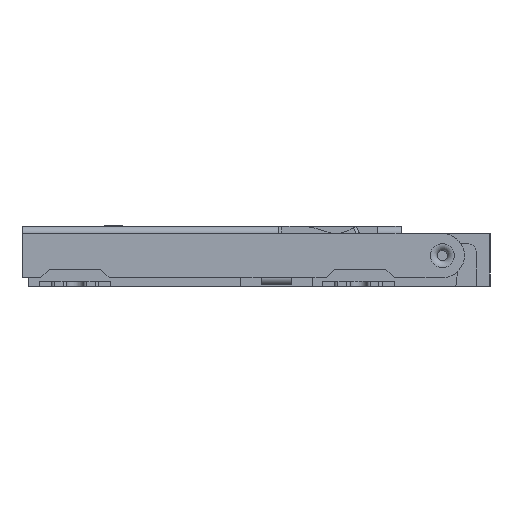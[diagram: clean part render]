
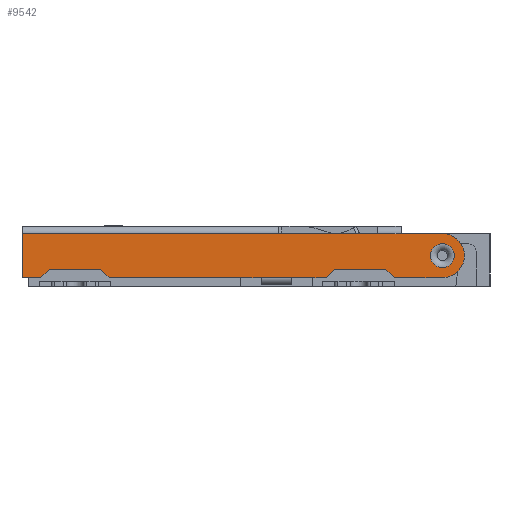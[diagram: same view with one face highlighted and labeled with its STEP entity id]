
A CAD part, left-side view. The second image highlights one B-rep face of the part: STEP entity #9542.
In plain terms, the highlighted planar face has unit normal (-1, 0, 0).
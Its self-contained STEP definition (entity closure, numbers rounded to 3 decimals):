
#329=CIRCLE('',#10215,0.35);
#330=CIRCLE('',#10216,0.645);
#2203=ORIENTED_EDGE('',*,*,#4104,.T.);
#2204=ORIENTED_EDGE('',*,*,#4103,.F.);
#2205=ORIENTED_EDGE('',*,*,#4105,.T.);
#2206=ORIENTED_EDGE('',*,*,#4106,.T.);
#2207=ORIENTED_EDGE('',*,*,#4107,.T.);
#2208=ORIENTED_EDGE('',*,*,#4108,.T.);
#2209=ORIENTED_EDGE('',*,*,#4109,.T.);
#2210=ORIENTED_EDGE('',*,*,#4110,.T.);
#2211=ORIENTED_EDGE('',*,*,#4111,.T.);
#2212=ORIENTED_EDGE('',*,*,#4112,.T.);
#2213=ORIENTED_EDGE('',*,*,#4091,.T.);
#2214=ORIENTED_EDGE('',*,*,#4113,.F.);
#2215=ORIENTED_EDGE('',*,*,#4114,.T.);
#2216=ORIENTED_EDGE('',*,*,#4115,.T.);
#2217=ORIENTED_EDGE('',*,*,#4116,.T.);
#2218=ORIENTED_EDGE('',*,*,#4117,.F.);
#2219=ORIENTED_EDGE('',*,*,#4118,.F.);
#2220=ORIENTED_EDGE('',*,*,#4119,.F.);
#2221=ORIENTED_EDGE('',*,*,#4120,.T.);
#2222=ORIENTED_EDGE('',*,*,#4121,.F.);
#2223=ORIENTED_EDGE('',*,*,#4097,.F.);
#2224=ORIENTED_EDGE('',*,*,#4122,.T.);
#4091=EDGE_CURVE('',#5179,#5178,#6261,.T.);
#4097=EDGE_CURVE('',#5183,#5184,#6264,.T.);
#4103=EDGE_CURVE('',#5189,#5187,#6270,.T.);
#4104=EDGE_CURVE('',#5190,#5190,#329,.F.);
#4105=EDGE_CURVE('',#5189,#5191,#6271,.T.);
#4106=EDGE_CURVE('',#5191,#5192,#6272,.T.);
#4107=EDGE_CURVE('',#5192,#5193,#6273,.T.);
#4108=EDGE_CURVE('',#5193,#5194,#6274,.T.);
#4109=EDGE_CURVE('',#5194,#5195,#6275,.T.);
#4110=EDGE_CURVE('',#5195,#5196,#6276,.T.);
#4111=EDGE_CURVE('',#5196,#5197,#330,.T.);
#4112=EDGE_CURVE('',#5197,#5179,#6277,.T.);
#4113=EDGE_CURVE('',#5198,#5178,#6278,.T.);
#4114=EDGE_CURVE('',#5198,#5199,#6279,.T.);
#4115=EDGE_CURVE('',#5199,#5200,#6280,.T.);
#4116=EDGE_CURVE('',#5200,#5201,#6281,.T.);
#4117=EDGE_CURVE('',#5202,#5201,#6282,.T.);
#4118=EDGE_CURVE('',#5203,#5202,#6283,.T.);
#4119=EDGE_CURVE('',#5204,#5203,#6284,.T.);
#4120=EDGE_CURVE('',#5204,#5205,#6285,.T.);
#4121=EDGE_CURVE('',#5184,#5205,#6286,.T.);
#4122=EDGE_CURVE('',#5183,#5187,#6287,.T.);
#5178=VERTEX_POINT('',#14999);
#5179=VERTEX_POINT('',#15001);
#5183=VERTEX_POINT('',#15012);
#5184=VERTEX_POINT('',#15014);
#5187=VERTEX_POINT('',#15021);
#5189=VERTEX_POINT('',#15025);
#5190=VERTEX_POINT('',#15029);
#5191=VERTEX_POINT('',#15031);
#5192=VERTEX_POINT('',#15033);
#5193=VERTEX_POINT('',#15035);
#5194=VERTEX_POINT('',#15037);
#5195=VERTEX_POINT('',#15039);
#5196=VERTEX_POINT('',#15041);
#5197=VERTEX_POINT('',#15043);
#5198=VERTEX_POINT('',#15046);
#5199=VERTEX_POINT('',#15048);
#5200=VERTEX_POINT('',#15050);
#5201=VERTEX_POINT('',#15052);
#5202=VERTEX_POINT('',#15054);
#5203=VERTEX_POINT('',#15056);
#5204=VERTEX_POINT('',#15058);
#5205=VERTEX_POINT('',#15060);
#6261=LINE('',#15000,#7416);
#6264=LINE('',#15013,#7419);
#6270=LINE('',#15026,#7425);
#6271=LINE('',#15030,#7426);
#6272=LINE('',#15032,#7427);
#6273=LINE('',#15034,#7428);
#6274=LINE('',#15036,#7429);
#6275=LINE('',#15038,#7430);
#6276=LINE('',#15040,#7431);
#6277=LINE('',#15044,#7432);
#6278=LINE('',#15045,#7433);
#6279=LINE('',#15047,#7434);
#6280=LINE('',#15049,#7435);
#6281=LINE('',#15051,#7436);
#6282=LINE('',#15053,#7437);
#6283=LINE('',#15055,#7438);
#6284=LINE('',#15057,#7439);
#6285=LINE('',#15059,#7440);
#6286=LINE('',#15061,#7441);
#6287=LINE('',#15062,#7442);
#7416=VECTOR('',#12167,1000.);
#7419=VECTOR('',#12180,1000.);
#7425=VECTOR('',#12188,1000.);
#7426=VECTOR('',#12193,1000.);
#7427=VECTOR('',#12194,1000.);
#7428=VECTOR('',#12195,1000.);
#7429=VECTOR('',#12196,1000.);
#7430=VECTOR('',#12197,1000.);
#7431=VECTOR('',#12198,1000.);
#7432=VECTOR('',#12201,1000.);
#7433=VECTOR('',#12202,1000.);
#7434=VECTOR('',#12203,1000.);
#7435=VECTOR('',#12204,1000.);
#7436=VECTOR('',#12205,1000.);
#7437=VECTOR('',#12206,1000.);
#7438=VECTOR('',#12207,1000.);
#7439=VECTOR('',#12208,1000.);
#7440=VECTOR('',#12209,1000.);
#7441=VECTOR('',#12210,1000.);
#7442=VECTOR('',#12211,1000.);
#8104=EDGE_LOOP('',(#2203));
#8105=EDGE_LOOP('',(#2204,#2205,#2206,#2207,#2208,#2209,#2210,#2211,#2212,
#2213,#2214,#2215,#2216,#2217,#2218,#2219,#2220,#2221,#2222,#2223,#2224));
#8671=FACE_BOUND('',#8104,.T.);
#8672=FACE_BOUND('',#8105,.T.);
#9129=PLANE('',#10214);
#9542=ADVANCED_FACE('',(#8671,#8672),#9129,.T.);
#10214=AXIS2_PLACEMENT_3D('',#15027,#12189,#12190);
#10215=AXIS2_PLACEMENT_3D('',#15028,#12191,#12192);
#10216=AXIS2_PLACEMENT_3D('',#15042,#12199,#12200);
#12167=DIRECTION('',(0.,1.,0.));
#12180=DIRECTION('',(0.,1.,0.));
#12188=DIRECTION('',(0.,1.,0.));
#12189=DIRECTION('',(-1.,0.,0.));
#12190=DIRECTION('',(0.,0.,1.));
#12191=DIRECTION('',(-1.,0.,0.));
#12192=DIRECTION('',(0.,0.,1.));
#12193=DIRECTION('',(0.,0.,-1.));
#12194=DIRECTION('',(0.,-1.,0.));
#12195=DIRECTION('',(0.,-0.707,0.707));
#12196=DIRECTION('',(0.,-1.,0.));
#12197=DIRECTION('',(0.,-0.707,-0.707));
#12198=DIRECTION('',(0.,-1.,0.));
#12199=DIRECTION('',(-1.,0.,0.));
#12200=DIRECTION('',(0.,1.,0.));
#12201=DIRECTION('',(0.,1.,0.));
#12202=DIRECTION('',(0.,-1.,0.));
#12203=DIRECTION('',(0.,1.,0.));
#12204=DIRECTION('',(0.,0.,-1.));
#12205=DIRECTION('',(0.,-1.,0.));
#12206=DIRECTION('',(0.,0.707,-0.707));
#12207=DIRECTION('',(0.,1.,0.));
#12208=DIRECTION('',(0.,0.707,0.707));
#12209=DIRECTION('',(0.,-1.,0.));
#12210=DIRECTION('',(0.,0.,-1.));
#12211=DIRECTION('',(0.,-1.,0.));
#14999=CARTESIAN_POINT('',(-6.8,-4.853,-0.01));
#15000=CARTESIAN_POINT('',(-6.8,-5.55,-0.01));
#15001=CARTESIAN_POINT('',(-6.8,-5.55,-0.01));
#15012=CARTESIAN_POINT('',(-6.8,-1.45,-1.29));
#15013=CARTESIAN_POINT('',(-6.8,-1.448,-1.29));
#15014=CARTESIAN_POINT('',(-6.8,-1.448,-1.29));
#15021=CARTESIAN_POINT('',(-6.8,-2.35,-1.29));
#15025=CARTESIAN_POINT('',(-6.8,-2.352,-1.29));
#15026=CARTESIAN_POINT('',(-6.8,-1.448,-1.29));
#15027=CARTESIAN_POINT('',(-6.8,0.,0.));
#15028=CARTESIAN_POINT('',(-6.8,-6.755,-0.655));
#15029=CARTESIAN_POINT('',(-6.8,-6.755,-0.305));
#15030=CARTESIAN_POINT('',(-6.8,-2.352,-1.3));
#15031=CARTESIAN_POINT('',(-6.8,-2.352,-1.3));
#15032=CARTESIAN_POINT('',(-6.8,5.55,-1.3));
#15033=CARTESIAN_POINT('',(-6.8,-3.35,-1.3));
#15034=CARTESIAN_POINT('',(-6.8,-3.35,-1.3));
#15035=CARTESIAN_POINT('',(-6.8,-3.6,-1.05));
#15036=CARTESIAN_POINT('',(-6.8,-3.6,-1.05));
#15037=CARTESIAN_POINT('',(-6.8,-5.1,-1.05));
#15038=CARTESIAN_POINT('',(-6.8,-5.1,-1.05));
#15039=CARTESIAN_POINT('',(-6.8,-5.35,-1.3));
#15040=CARTESIAN_POINT('',(-6.8,5.55,-1.3));
#15041=CARTESIAN_POINT('',(-6.8,-6.755,-1.3));
#15042=CARTESIAN_POINT('',(-6.8,-6.755,-0.655));
#15043=CARTESIAN_POINT('',(-6.8,-6.755,-0.01));
#15044=CARTESIAN_POINT('',(-6.8,-6.755,-0.01));
#15045=CARTESIAN_POINT('',(-6.8,-1.95,-0.01));
#15046=CARTESIAN_POINT('',(-6.8,-1.95,-0.01));
#15047=CARTESIAN_POINT('',(-6.8,-5.55,-0.01));
#15048=CARTESIAN_POINT('',(-6.8,5.55,-0.01));
#15049=CARTESIAN_POINT('',(-6.8,5.55,0.05));
#15050=CARTESIAN_POINT('',(-6.8,5.55,-1.3));
#15051=CARTESIAN_POINT('',(-6.8,5.55,-1.3));
#15052=CARTESIAN_POINT('',(-6.8,5.,-1.3));
#15053=CARTESIAN_POINT('',(-6.8,4.75,-1.05));
#15054=CARTESIAN_POINT('',(-6.8,4.75,-1.05));
#15055=CARTESIAN_POINT('',(-6.8,3.25,-1.05));
#15056=CARTESIAN_POINT('',(-6.8,3.25,-1.05));
#15057=CARTESIAN_POINT('',(-6.8,3.,-1.3));
#15058=CARTESIAN_POINT('',(-6.8,3.,-1.3));
#15059=CARTESIAN_POINT('',(-6.8,5.55,-1.3));
#15060=CARTESIAN_POINT('',(-6.8,-1.448,-1.3));
#15061=CARTESIAN_POINT('',(-6.8,-1.448,-1.3));
#15062=CARTESIAN_POINT('',(-6.8,-1.45,-1.29));
